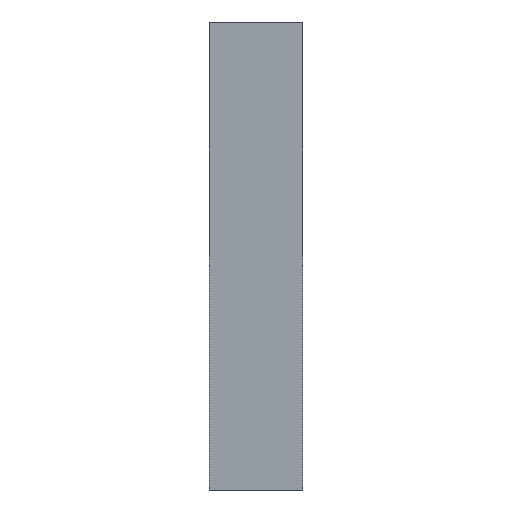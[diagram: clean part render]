
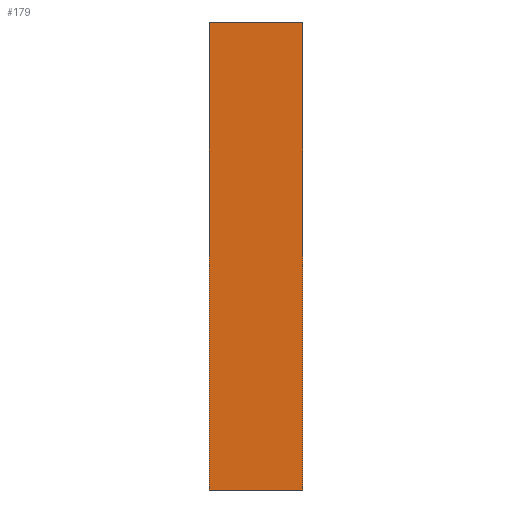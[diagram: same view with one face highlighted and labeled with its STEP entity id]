
A CAD part, left-side view. The second image highlights one B-rep face of the part: STEP entity #179.
In plain terms, the highlighted planar face has unit normal (-1, 0, 0).
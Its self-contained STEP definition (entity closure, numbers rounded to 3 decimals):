
#5 = AXIS2_PLACEMENT_3D ( 'NONE', #869, #876, #877 ) ;
#114 = EDGE_CURVE ( 'NONE', #280, #272, #595, .T. ) ;
#115 = EDGE_CURVE ( 'NONE', #272, #253, #601, .T. ) ;
#116 = EDGE_CURVE ( 'NONE', #258, #253, #599, .T. ) ;
#117 = EDGE_CURVE ( 'NONE', #280, #258, #594, .T. ) ;
#179 = ADVANCED_FACE ( 'NONE', ( #826 ), #873, .F. ) ;
#253 = VERTEX_POINT ( 'NONE', #939 ) ;
#258 = VERTEX_POINT ( 'NONE', #943 ) ;
#272 = VERTEX_POINT ( 'NONE', #956 ) ;
#280 = VERTEX_POINT ( 'NONE', #964 ) ;
#494 = EDGE_LOOP ( 'NONE', ( #1113, #1114, #1115, #1116 ) ) ;
#594 = LINE ( 'NONE', #659, #605 ) ;
#595 = LINE ( 'NONE', #655, #596 ) ;
#596 = VECTOR ( 'NONE', #656, 1000. ) ;
#599 = LINE ( 'NONE', #648, #603 ) ;
#601 = LINE ( 'NONE', #657, #602 ) ;
#602 = VECTOR ( 'NONE', #658, 1000. ) ;
#603 = VECTOR ( 'NONE', #660, 1000. ) ;
#605 = VECTOR ( 'NONE', #662, 1000. ) ;
#648 = CARTESIAN_POINT ( 'NONE',  ( 0., 0., 0. ) ) ;
#655 = CARTESIAN_POINT ( 'NONE',  ( 0., 25.4, 0. ) ) ;
#656 = DIRECTION ( 'NONE',  ( 0., 0., 1. ) ) ;
#657 = CARTESIAN_POINT ( 'NONE',  ( 0., 25.4, 0. ) ) ;
#658 = DIRECTION ( 'NONE',  ( 0., -1., 0. ) ) ;
#659 = CARTESIAN_POINT ( 'NONE',  ( 0., 25.4, -127. ) ) ;
#660 = DIRECTION ( 'NONE',  ( 0., 0., 1. ) ) ;
#662 = DIRECTION ( 'NONE',  ( 0., -1., 0. ) ) ;
#826 = FACE_OUTER_BOUND ( 'NONE', #494, .T. ) ;
#869 = CARTESIAN_POINT ( 'NONE',  ( 0., 25.4, 0. ) ) ;
#873 = PLANE ( 'NONE',  #5 ) ;
#876 = DIRECTION ( 'NONE',  ( 1., 0., 0. ) ) ;
#877 = DIRECTION ( 'NONE',  ( 0., 0., -1. ) ) ;
#939 = CARTESIAN_POINT ( 'NONE',  ( 0., 0., 0. ) ) ;
#943 = CARTESIAN_POINT ( 'NONE',  ( 0., 0., -127. ) ) ;
#956 = CARTESIAN_POINT ( 'NONE',  ( 0., 25.4, 0. ) ) ;
#964 = CARTESIAN_POINT ( 'NONE',  ( 0., 25.4, -127. ) ) ;
#1113 = ORIENTED_EDGE ( 'NONE', *, *, #116, .T. ) ;
#1114 = ORIENTED_EDGE ( 'NONE', *, *, #115, .F. ) ;
#1115 = ORIENTED_EDGE ( 'NONE', *, *, #114, .F. ) ;
#1116 = ORIENTED_EDGE ( 'NONE', *, *, #117, .T. ) ;
